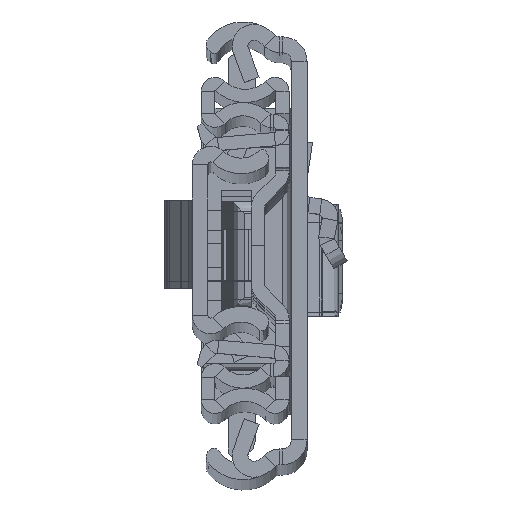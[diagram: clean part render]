
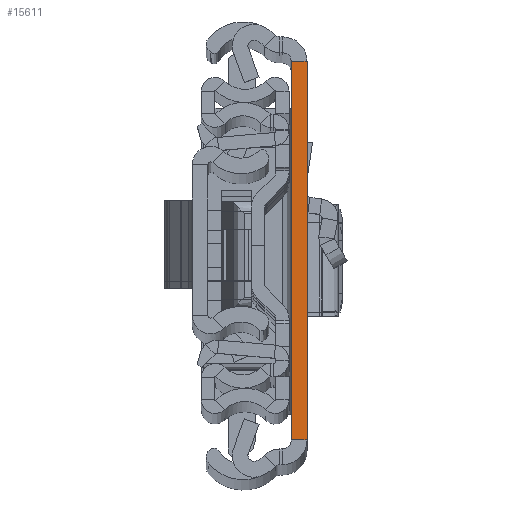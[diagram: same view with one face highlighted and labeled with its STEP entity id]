
A CAD part, top view. The second image highlights one B-rep face of the part: STEP entity #15611.
In plain terms, the highlighted planar face has unit normal (0, 0, 1).
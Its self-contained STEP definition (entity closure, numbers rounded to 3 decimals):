
#44 = LINE ( 'NONE', #2940, #1963 ) ;
#338 = CARTESIAN_POINT ( 'NONE',  ( 2.6, 31.5, 0. ) ) ;
#1446 = DIRECTION ( 'NONE',  ( 0., 0., -1. ) ) ;
#1532 = EDGE_CURVE ( 'NONE', #7935, #14334, #3635, .T. ) ;
#1541 = CARTESIAN_POINT ( 'NONE',  ( 2.6, -31.5, 0. ) ) ;
#1636 = FACE_OUTER_BOUND ( 'NONE', #15798, .T. ) ;
#1963 = VECTOR ( 'NONE', #10577, 1000. ) ;
#2940 = CARTESIAN_POINT ( 'NONE',  ( 2.6, -31.5, 0. ) ) ;
#3281 = CARTESIAN_POINT ( 'NONE',  ( 0., -31.5, 0. ) ) ;
#3395 = VECTOR ( 'NONE', #9972, 1000. ) ;
#3635 = LINE ( 'NONE', #4020, #3395 ) ;
#4020 = CARTESIAN_POINT ( 'NONE',  ( 0., -31.5, 0. ) ) ;
#5599 = EDGE_CURVE ( 'NONE', #5657, #10189, #44, .T. ) ;
#5657 = VERTEX_POINT ( 'NONE', #7623 ) ;
#6828 = DIRECTION ( 'NONE',  ( 1., 0., 0. ) ) ;
#7623 = CARTESIAN_POINT ( 'NONE',  ( 2.6, -31.5, 0. ) ) ;
#7645 = DIRECTION ( 'NONE',  ( 1., 0., 0. ) ) ;
#7728 = VECTOR ( 'NONE', #6828, 1000. ) ;
#7935 = VERTEX_POINT ( 'NONE', #3281 ) ;
#8637 = CARTESIAN_POINT ( 'NONE',  ( 0., 31.5, 0. ) ) ;
#9246 = ORIENTED_EDGE ( 'NONE', *, *, #5599, .T. ) ;
#9883 = ORIENTED_EDGE ( 'NONE', *, *, #14209, .T. ) ;
#9972 = DIRECTION ( 'NONE',  ( 0., 1., 0. ) ) ;
#10189 = VERTEX_POINT ( 'NONE', #338 ) ;
#10577 = DIRECTION ( 'NONE',  ( 0., 1., 0. ) ) ;
#10771 = DIRECTION ( 'NONE',  ( 0., 1., 0. ) ) ;
#11263 = LINE ( 'NONE', #11361, #7728 ) ;
#11361 = CARTESIAN_POINT ( 'NONE',  ( 2.6, 31.5, 0. ) ) ;
#13430 = PLANE ( 'NONE',  #17069 ) ;
#13552 = LINE ( 'NONE', #18107, #15859 ) ;
#14209 = EDGE_CURVE ( 'NONE', #7935, #5657, #13552, .T. ) ;
#14334 = VERTEX_POINT ( 'NONE', #8637 ) ;
#15611 = ADVANCED_FACE ( 'NONE', ( #1636 ), #13430, .F. ) ;
#15798 = EDGE_LOOP ( 'NONE', ( #15835, #16661, #9883, #9246 ) ) ;
#15835 = ORIENTED_EDGE ( 'NONE', *, *, #19589, .F. ) ;
#15859 = VECTOR ( 'NONE', #7645, 1000. ) ;
#16661 = ORIENTED_EDGE ( 'NONE', *, *, #1532, .F. ) ;
#17069 = AXIS2_PLACEMENT_3D ( 'NONE', #1541, #1446, #10771 ) ;
#18107 = CARTESIAN_POINT ( 'NONE',  ( 2.6, -31.5, 0. ) ) ;
#19589 = EDGE_CURVE ( 'NONE', #14334, #10189, #11263, .T. ) ;
